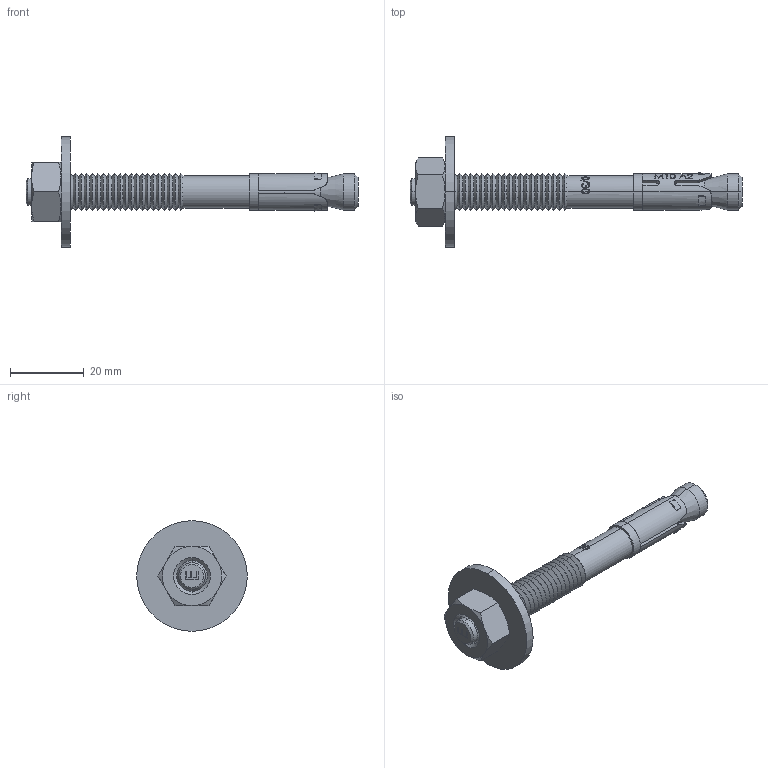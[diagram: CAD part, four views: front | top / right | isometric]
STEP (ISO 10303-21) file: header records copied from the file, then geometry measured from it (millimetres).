
FILE_DESCRIPTION (( 'STEP AP214' ), '1' );
FILE_NAME ('3498334.STEP', '2019-12-12T12:17:17', ( '' ), ( '' ), 'SwSTEP 2.0', 'SolidWorks 2018', '' );
FILE_SCHEMA (( 'AUTOMOTIVE_DESIGN' ));
Length unit declared in the file: millimetre
Products named in the file (6): Konusbolzen_BZ_plus_M8_M10_M16_BZ Plus 10-10-30-90^BZ-U 10-10-30_90(2)_P_0000013627_1; Mutter_M10^BZ-U 10-10-30_90(2)_P_0000013627_1; BZ-U 10-10-30_90(2)^P_0000013627_1; Spreizblech_M10^BZ-U 10-10-30_90(2)_P_0000013627_1; 3498334; Scheibe_bz-u_plus_M10^BZ-U 10-10-30_90(2)_P_0000013627_1
Assembly tree (5 placements, depth 3):
  3498334
    BZ-U 10-10-30_90(2)^P_0000013627_1
      Konusbolzen_BZ_plus_M8_M10_M16_BZ Plus 10-10-30-90^BZ-U 10-10-30_90(2)_P_0000013627_1
      Spreizblech_M10^BZ-U 10-10-30_90(2)_P_0000013627_1
      Mutter_M10^BZ-U 10-10-30_90(2)_P_0000013627_1
      Scheibe_bz-u_plus_M10^BZ-U 10-10-30_90(2)_P_0000013627_1
Bounding box: 90 x 30 x 30 mm (x, y, z)
Volume: 8621.2 mm3; surface area: 6911.3 mm2
Topology: 4 solids, 4 shells, 413 faces, 995 edges, 614 vertices
Faces by surface type: cone 150, plane 109, bspline 86, cylinder 68
Entity records: 20629 total; most frequent: CARTESIAN_POINT 11677, ORIENTED_EDGE 1990, DIRECTION 1517, EDGE_CURVE 995, VERTEX_POINT 614, AXIS2_PLACEMENT_3D 580, EDGE_LOOP 441, FACE_OUTER_BOUND 413
